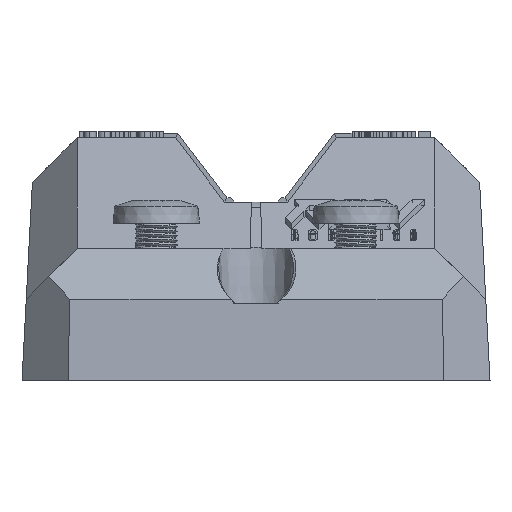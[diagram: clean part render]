
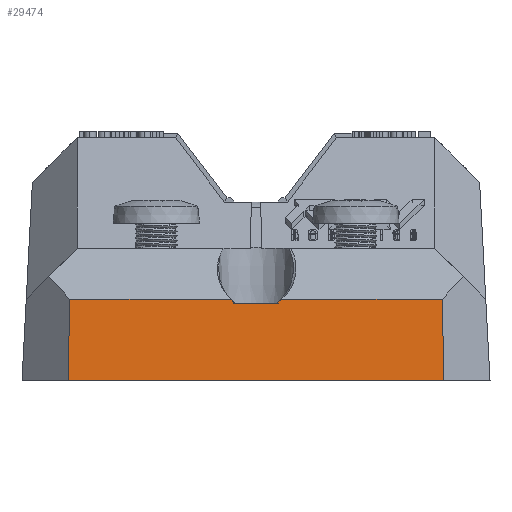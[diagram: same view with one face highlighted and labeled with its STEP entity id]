
A CAD part, left-side view. The second image highlights one B-rep face of the part: STEP entity #29474.
In plain terms, the highlighted face is planar.
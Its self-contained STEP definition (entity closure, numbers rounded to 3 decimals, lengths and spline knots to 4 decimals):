
#478=B_SPLINE_CURVE_WITH_KNOTS('',3,(#47186,#47187,#47188,#47189,#47190,
#47191),.UNSPECIFIED.,.F.,.F.,(4,2,4),(-0.051,-0.0255,
0.),.UNSPECIFIED.);
#479=B_SPLINE_CURVE_WITH_KNOTS('',3,(#47202,#47203,#47204,#47205,#47206,
#47207),.UNSPECIFIED.,.F.,.F.,(4,2,4),(0.,0.0297,
0.0593),.UNSPECIFIED.);
#1495=PLANE('',#31866);
#2881=FACE_OUTER_BOUND('',#4632,.T.);
#4632=EDGE_LOOP('',(#23450,#23451,#23452,#23453,#23454,#23455,#23456,#23457));
#7009=LINE('',#47184,#10244);
#7010=LINE('',#47193,#10245);
#7011=LINE('',#47195,#10246);
#7012=LINE('',#47197,#10247);
#7013=LINE('',#47199,#10248);
#7014=LINE('',#47201,#10249);
#10244=VECTOR('',#36602,39.3701);
#10245=VECTOR('',#36603,39.3701);
#10246=VECTOR('',#36604,39.3701);
#10247=VECTOR('',#36605,39.3701);
#10248=VECTOR('',#36606,39.3701);
#10249=VECTOR('',#36607,39.3701);
#14119=VERTEX_POINT('',#47182);
#14120=VERTEX_POINT('',#47183);
#14121=VERTEX_POINT('',#47185);
#14122=VERTEX_POINT('',#47192);
#14123=VERTEX_POINT('',#47194);
#14124=VERTEX_POINT('',#47196);
#14125=VERTEX_POINT('',#47198);
#14126=VERTEX_POINT('',#47200);
#17513=EDGE_CURVE('',#14119,#14120,#7009,.T.);
#17514=EDGE_CURVE('',#14119,#14121,#478,.T.);
#17515=EDGE_CURVE('',#14121,#14122,#7010,.T.);
#17516=EDGE_CURVE('',#14122,#14123,#7011,.T.);
#17517=EDGE_CURVE('',#14124,#14123,#7012,.T.);
#17518=EDGE_CURVE('',#14124,#14125,#7013,.T.);
#17519=EDGE_CURVE('',#14125,#14126,#7014,.T.);
#17520=EDGE_CURVE('',#14120,#14126,#479,.T.);
#23450=ORIENTED_EDGE('',*,*,#17513,.F.);
#23451=ORIENTED_EDGE('',*,*,#17514,.T.);
#23452=ORIENTED_EDGE('',*,*,#17515,.T.);
#23453=ORIENTED_EDGE('',*,*,#17516,.T.);
#23454=ORIENTED_EDGE('',*,*,#17517,.F.);
#23455=ORIENTED_EDGE('',*,*,#17518,.T.);
#23456=ORIENTED_EDGE('',*,*,#17519,.T.);
#23457=ORIENTED_EDGE('',*,*,#17520,.F.);
#29474=ADVANCED_FACE('',(#2881),#1495,.T.);
#31866=AXIS2_PLACEMENT_3D('',#47181,#36600,#36601);
#36600=DIRECTION('center_axis',(0.,0.052,-0.999));
#36601=DIRECTION('ref_axis',(0.,0.999,0.052));
#36602=DIRECTION('',(-1.,0.,0.));
#36603=DIRECTION('',(1.,0.,0.));
#36604=DIRECTION('',(0.022,-0.998,-0.052));
#36605=DIRECTION('',(1.,0.,0.));
#36606=DIRECTION('',(0.022,0.998,0.052));
#36607=DIRECTION('',(1.,0.,0.));
#47181=CARTESIAN_POINT('Origin',(-0.7625,-0.125,-1.8));
#47182=CARTESIAN_POINT('',(0.0658,0.126,-1.7868));
#47183=CARTESIAN_POINT('',(-0.065,0.126,-1.7868));
#47184=CARTESIAN_POINT('',(-0.7625,0.126,-1.7868));
#47185=CARTESIAN_POINT('',(0.0803,0.1399,-1.7861));
#47186=CARTESIAN_POINT('Ctrl Pts',(0.0658,0.126,
-1.7868));
#47187=CARTESIAN_POINT('Ctrl Pts',(0.0684,0.1282,
-1.7867));
#47188=CARTESIAN_POINT('Ctrl Pts',(0.0708,0.1305,
-1.7866));
#47189=CARTESIAN_POINT('Ctrl Pts',(0.0757,0.1351,
-1.7864));
#47190=CARTESIAN_POINT('Ctrl Pts',(0.078,0.1375,
-1.7862));
#47191=CARTESIAN_POINT('Ctrl Pts',(0.0803,0.1399,
-1.7861));
#47192=CARTESIAN_POINT('',(0.6068,0.1399,-1.7861));
#47193=CARTESIAN_POINT('',(-0.7625,0.1399,-1.7861));
#47194=CARTESIAN_POINT('',(0.6125,-0.125,-1.8));
#47195=CARTESIAN_POINT('',(0.6124,-0.1204,-1.7998));
#47196=CARTESIAN_POINT('',(-0.6125,-0.125,-1.8));
#47197=CARTESIAN_POINT('',(-0.7625,-0.125,-1.8));
#47198=CARTESIAN_POINT('',(-0.6068,0.1399,-1.7861));
#47199=CARTESIAN_POINT('',(-0.6124,-0.1204,-1.7998));
#47200=CARTESIAN_POINT('',(-0.0838,0.1399,-1.7861));
#47201=CARTESIAN_POINT('',(-0.7625,0.1399,-1.7861));
#47202=CARTESIAN_POINT('Ctrl Pts',(-0.065,0.126,
-1.7868));
#47203=CARTESIAN_POINT('Ctrl Pts',(-0.0682,0.1282,
-1.7867));
#47204=CARTESIAN_POINT('Ctrl Pts',(-0.0713,0.1305,
-1.7866));
#47205=CARTESIAN_POINT('Ctrl Pts',(-0.0776,0.1351,
-1.7864));
#47206=CARTESIAN_POINT('Ctrl Pts',(-0.0807,0.1375,
-1.7862));
#47207=CARTESIAN_POINT('Ctrl Pts',(-0.0838,0.1399,
-1.7861));
